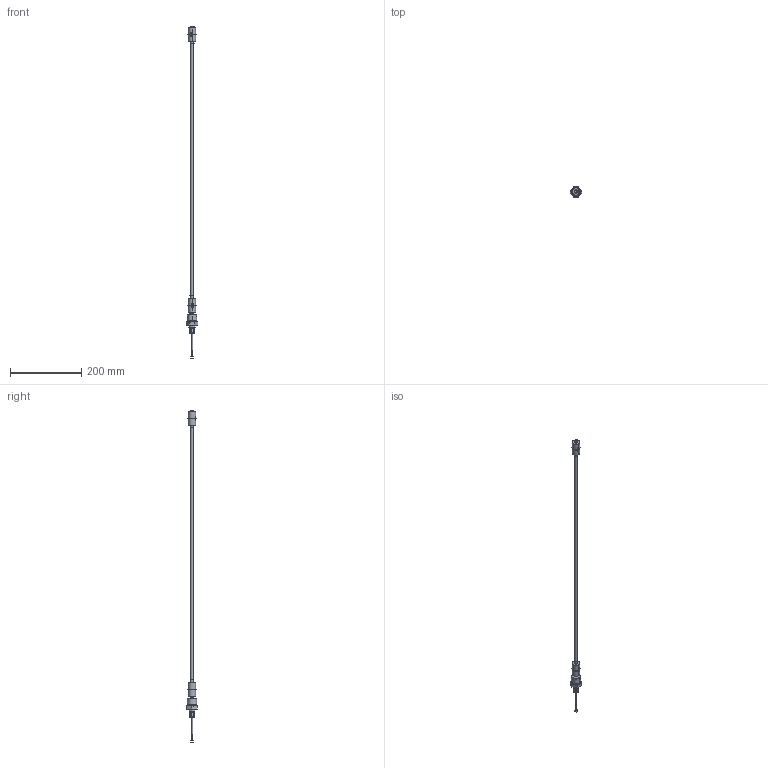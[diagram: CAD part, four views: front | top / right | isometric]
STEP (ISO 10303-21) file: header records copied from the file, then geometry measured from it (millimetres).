
FILE_DESCRIPTION (( 'STEP AP214' ), '1' );
FILE_NAME ('ADM4169-3 coord fxt.STEP', '2022-03-22T16:16:38', ( '' ), ( '' ), 'SwSTEP 2.0', 'SolidWorks 2021', '' );
FILE_SCHEMA (( 'AUTOMOTIVE_DESIGN' ));
Length unit declared in the file: inch
Products named in the file (1): ADM4169-3 coord fxt
Bounding box: 33 x 28.57 x 934.47 mm (x, y, z)
Volume: 58553.7 mm3; surface area: 54708 mm2
Topology: 13 solids, 13 shells, 396 faces, 974 edges, 627 vertices
Faces by surface type: cylinder 177, plane 127, bspline 80, cone 12
Entity records: 29115 total; most frequent: CARTESIAN_POINT 19774, ORIENTED_EDGE 1948, DIRECTION 1827, EDGE_CURVE 974, AXIS2_PLACEMENT_3D 696, VERTEX_POINT 627, EDGE_LOOP 449, LINE 435
